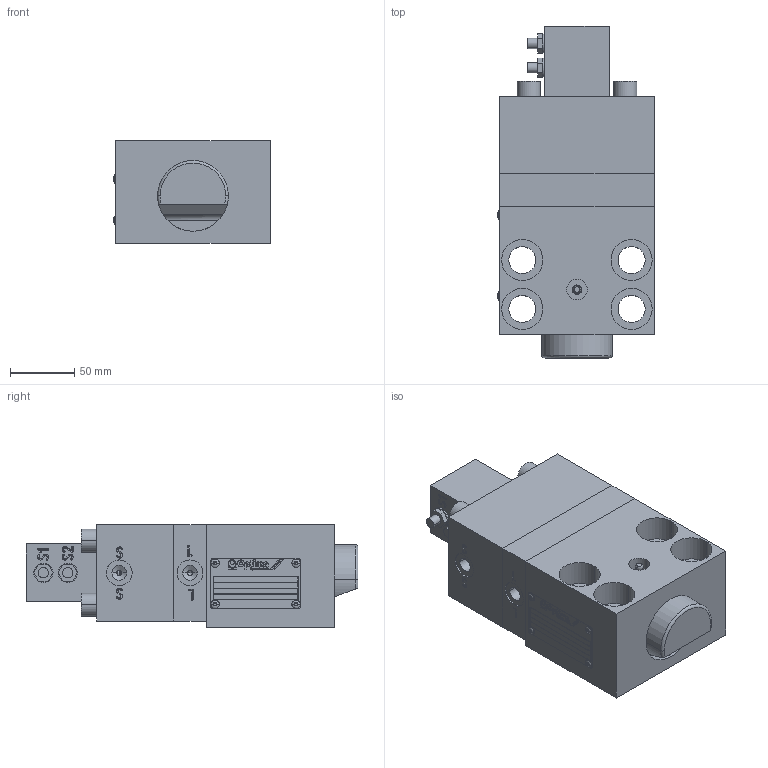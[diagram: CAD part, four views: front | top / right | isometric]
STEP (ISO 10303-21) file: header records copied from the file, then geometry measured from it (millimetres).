
FILE_DESCRIPTION(('STEP AP214'),'1');
FILE_NAME('38466308_HKS100_R_E.stp','2019-09-04T09:39:08',(' '),(' '),'Spatial InterOp 3D',' ',' ');
FILE_SCHEMA(('automotive_design'));
Length unit declared in the file: millimetre
Products named in the file (24): 1; 2; 3; 4; 5; 6; 7; 8; 9; 10; 11; 12; 13; 14; 15; 16; 17; 18; 19; 20; 21; 22
Bounding box: 121.5 x 258.11 x 80 mm (x, y, z)
Volume: 1566971.5 mm3; surface area: 271471.7 mm2
Topology: 24 solids, 24 shells, 996 faces, 2451 edges, 1569 vertices
Faces by surface type: plane 447, cylinder 251, extrusion 133, cone 68, torus 57, sphere 24, bspline 8, revolution 8
Entity records: 38787 total; most frequent: CARTESIAN_POINT 6720, DIRECTION 4808, ORIENTED_EDGE 4806, EDGE_CURVE 2403, AXIS2_PLACEMENT_3D 1688, VERTEX_POINT 1569, VECTOR 1424, LINE 1291
